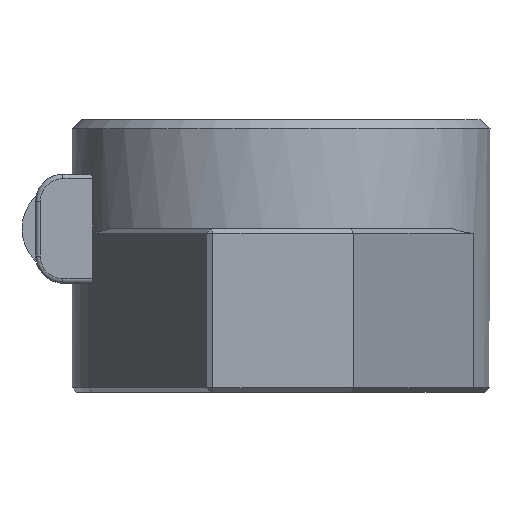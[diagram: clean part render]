
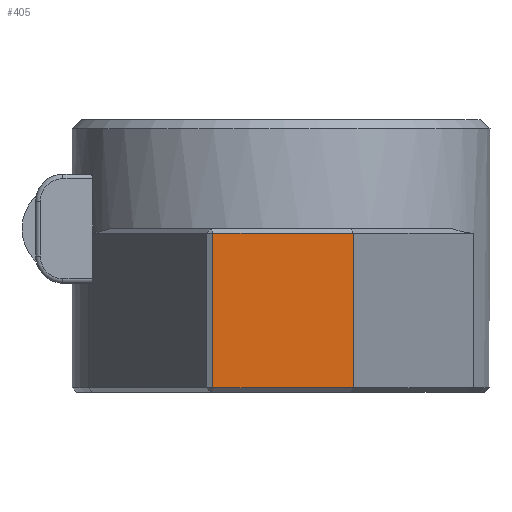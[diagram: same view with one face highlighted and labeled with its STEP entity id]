
A CAD part, left-side view. The second image highlights one B-rep face of the part: STEP entity #405.
In plain terms, the highlighted planar face has unit normal (-1, 0, 0).
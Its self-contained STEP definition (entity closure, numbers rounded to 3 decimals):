
#224=FACE_OUTER_BOUND('',#776,.T.);
#405=ADVANCED_FACE('',(#224),#576,.T.);
#576=PLANE('',#3368);
#776=EDGE_LOOP('',(#1202,#1203,#1204,#1205));
#1202=ORIENTED_EDGE('',*,*,#2241,.F.);
#1203=ORIENTED_EDGE('',*,*,#2248,.F.);
#1204=ORIENTED_EDGE('',*,*,#2253,.F.);
#1205=ORIENTED_EDGE('',*,*,#2286,.F.);
#1941=VERTEX_POINT('',#5272);
#1942=VERTEX_POINT('',#5276);
#1946=VERTEX_POINT('',#5290);
#1949=VERTEX_POINT('',#5305);
#2241=EDGE_CURVE('',#1942,#1941,#2855,.T.);
#2248=EDGE_CURVE('',#1946,#1942,#2861,.T.);
#2253=EDGE_CURVE('',#1949,#1946,#2865,.T.);
#2286=EDGE_CURVE('',#1941,#1949,#2892,.T.);
#2855=LINE('',#5281,#3102);
#2861=LINE('',#5295,#3108);
#2865=LINE('',#5304,#3112);
#2892=LINE('',#5383,#3139);
#3102=VECTOR('',#3726,1.);
#3108=VECTOR('',#3740,1.);
#3112=VECTOR('',#3752,1.);
#3139=VECTOR('',#3823,1.);
#3368=AXIS2_PLACEMENT_3D('',#5384,#3824,#3825);
#3726=DIRECTION('',(0.,-1.,0.));
#3740=DIRECTION('',(0.,0.,1.));
#3752=DIRECTION('',(0.,1.,0.));
#3823=DIRECTION('',(0.,0.,-1.));
#3824=DIRECTION('',(-1.,0.,0.));
#3825=DIRECTION('',(0.,0.,1.));
#5272=CARTESIAN_POINT('',(-40.,-8.,-0.5));
#5276=CARTESIAN_POINT('',(-40.,7.5,-0.5));
#5281=CARTESIAN_POINT('',(-40.,7.5,-0.5));
#5290=CARTESIAN_POINT('',(-40.,7.5,-17.5));
#5295=CARTESIAN_POINT('',(-40.,7.5,-17.5));
#5304=CARTESIAN_POINT('',(-40.,-8.,-17.5));
#5305=CARTESIAN_POINT('',(-40.,-8.,-17.5));
#5383=CARTESIAN_POINT('',(-40.,-8.,-0.5));
#5384=CARTESIAN_POINT('',(-40.,8.,0.));
